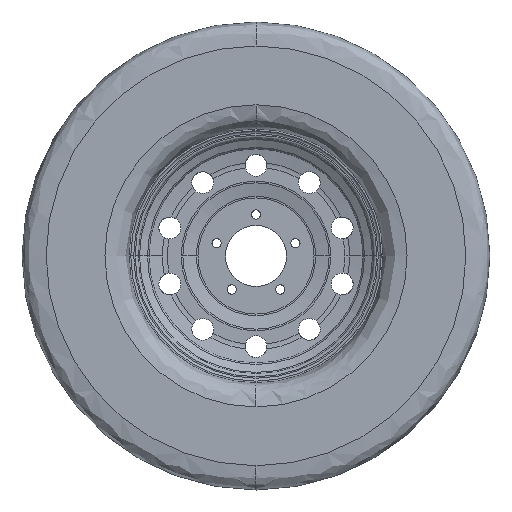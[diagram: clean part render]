
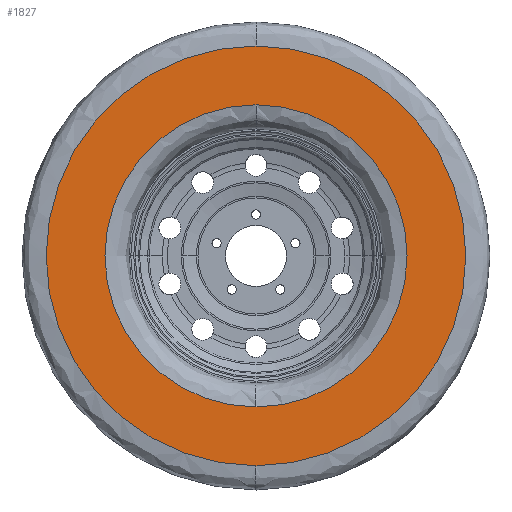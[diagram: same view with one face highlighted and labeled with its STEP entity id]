
A CAD part, top view. The second image highlights one B-rep face of the part: STEP entity #1827.
In plain terms, the highlighted planar face has unit normal (0, 0, 1).
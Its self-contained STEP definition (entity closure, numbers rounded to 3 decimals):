
#230 = FACE_BOUND ( 'NONE', #4698, .T. ) ;
#541 = ORIENTED_EDGE ( 'NONE', *, *, #2517, .T. ) ;
#654 = VERTEX_POINT ( 'NONE', #2447 ) ;
#657 = CARTESIAN_POINT ( 'NONE',  ( 0., 0., 99.5 ) ) ;
#791 = DIRECTION ( 'NONE',  ( 0., 0., 1. ) ) ;
#798 = EDGE_CURVE ( 'NONE', #7264, #5661, #4077, .T. ) ;
#903 = FACE_OUTER_BOUND ( 'NONE', #3349, .T. ) ;
#1141 = CIRCLE ( 'NONE', #1780, 289.326 ) ;
#1214 = DIRECTION ( 'NONE',  ( 1., 0., 0. ) ) ;
#1733 = VERTEX_POINT ( 'NONE', #4955 ) ;
#1780 = AXIS2_PLACEMENT_3D ( 'NONE', #657, #3020, #1214 ) ;
#1827 = ADVANCED_FACE ( 'NONE', ( #230, #903 ), #6328, .F. ) ;
#2073 = DIRECTION ( 'NONE',  ( 0., 0., -1. ) ) ;
#2193 = CARTESIAN_POINT ( 'NONE',  ( 0., -208.274, 99.5 ) ) ;
#2447 = CARTESIAN_POINT ( 'NONE',  ( 0., -289.326, 99.5 ) ) ;
#2517 = EDGE_CURVE ( 'NONE', #654, #1733, #1141, .T. ) ;
#2540 = AXIS2_PLACEMENT_3D ( 'NONE', #3278, #2073, #4006 ) ;
#2739 = DIRECTION ( 'NONE',  ( 1., 0., 0. ) ) ;
#3020 = DIRECTION ( 'NONE',  ( 0., 0., 1. ) ) ;
#3249 = ORIENTED_EDGE ( 'NONE', *, *, #798, .F. ) ;
#3278 = CARTESIAN_POINT ( 'NONE',  ( 0., 208.274, 99.5 ) ) ;
#3298 = EDGE_CURVE ( 'NONE', #5661, #7264, #5275, .T. ) ;
#3349 = EDGE_LOOP ( 'NONE', ( #7422, #541 ) ) ;
#3350 = CARTESIAN_POINT ( 'NONE',  ( 0., 0., 99.5 ) ) ;
#3892 = DIRECTION ( 'NONE',  ( 1., 0., 0. ) ) ;
#3995 = DIRECTION ( 'NONE',  ( 0., 0., 1. ) ) ;
#4006 = DIRECTION ( 'NONE',  ( -1., 0., 0. ) ) ;
#4077 = CIRCLE ( 'NONE', #4594, 208.274 ) ;
#4422 = CARTESIAN_POINT ( 'NONE',  ( 0., 208.274, 99.5 ) ) ;
#4594 = AXIS2_PLACEMENT_3D ( 'NONE', #7530, #791, #3892 ) ;
#4677 = CARTESIAN_POINT ( 'NONE',  ( 0., 0., 99.5 ) ) ;
#4698 = EDGE_LOOP ( 'NONE', ( #7730, #3249 ) ) ;
#4955 = CARTESIAN_POINT ( 'NONE',  ( 0., 289.326, 99.5 ) ) ;
#5275 = CIRCLE ( 'NONE', #5668, 208.274 ) ;
#5287 = DIRECTION ( 'NONE',  ( 0., 0., 1. ) ) ;
#5661 = VERTEX_POINT ( 'NONE', #4422 ) ;
#5668 = AXIS2_PLACEMENT_3D ( 'NONE', #3350, #3995, #2739 ) ;
#6313 = EDGE_CURVE ( 'NONE', #1733, #654, #7129, .T. ) ;
#6328 = PLANE ( 'NONE',  #2540 ) ;
#7129 = CIRCLE ( 'NONE', #7268, 289.326 ) ;
#7264 = VERTEX_POINT ( 'NONE', #2193 ) ;
#7268 = AXIS2_PLACEMENT_3D ( 'NONE', #4677, #5287, #7860 ) ;
#7422 = ORIENTED_EDGE ( 'NONE', *, *, #6313, .T. ) ;
#7530 = CARTESIAN_POINT ( 'NONE',  ( 0., 0., 99.5 ) ) ;
#7730 = ORIENTED_EDGE ( 'NONE', *, *, #3298, .F. ) ;
#7860 = DIRECTION ( 'NONE',  ( 1., 0., 0. ) ) ;
